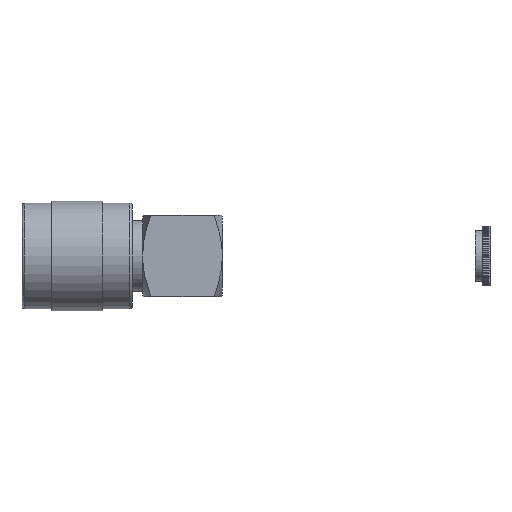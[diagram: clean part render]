
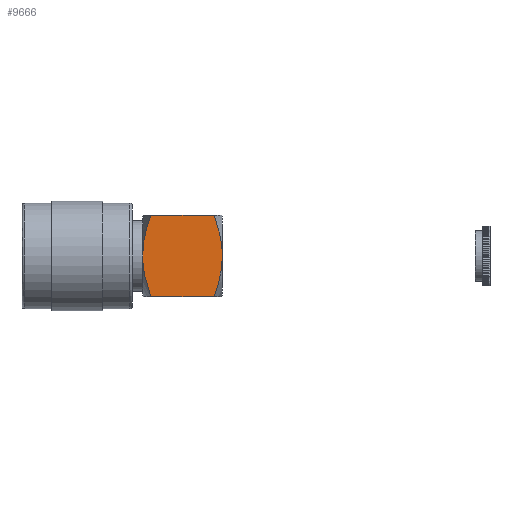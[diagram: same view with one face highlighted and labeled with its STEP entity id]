
A CAD part, front view. The second image highlights one B-rep face of the part: STEP entity #9666.
In plain terms, the highlighted planar face has unit normal (0, -1, 0).
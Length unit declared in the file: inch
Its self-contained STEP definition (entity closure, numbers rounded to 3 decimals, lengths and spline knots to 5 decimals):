
#2935 = CARTESIAN_POINT ( 'NONE',  ( 0.215, -0.215, 0. ) ) ;
#3140 = CARTESIAN_POINT ( 'NONE',  ( 0.215, -0.215, 0. ) ) ;
#3141 = CARTESIAN_POINT ( 'NONE',  ( 0.215, -0.215, 0.00937 ) ) ;
#3142 = CARTESIAN_POINT ( 'NONE',  ( 0.21471, -0.215, 0.01878 ) ) ;
#3143 = CARTESIAN_POINT ( 'NONE',  ( 0.21355, -0.215, 0.03765 ) ) ;
#3144 = CARTESIAN_POINT ( 'NONE',  ( 0.21267, -0.215, 0.04716 ) ) ;
#3145 = CARTESIAN_POINT ( 'NONE',  ( 0.20926, -0.215, 0.0754 ) ) ;
#3146 = CARTESIAN_POINT ( 'NONE',  ( 0.20597, -0.215, 0.09392 ) ) ;
#3147 = CARTESIAN_POINT ( 'NONE',  ( 0.19394, -0.215, 0.14883 ) ) ;
#3148 = CARTESIAN_POINT ( 'NONE',  ( 0.18313, -0.215, 0.18459 ) ) ;
#3149 = CARTESIAN_POINT ( 'NONE',  ( 0.17113, -0.215, 0.22 ) ) ;
#3150 = CARTESIAN_POINT ( 'NONE',  ( 0.17113, -0.215, 0.22 ) ) ;
#3155 = B_SPLINE_CURVE_WITH_KNOTS ( 'NONE', 3,
 ( #3149, #3148, #3147, #3146, #3145, #3144, #3143, #3142, #3141, #3140 ),
 .UNSPECIFIED., .F., .F.,
 ( 4, 2, 2, 2, 4 ),
 ( 0.00393, 0.00677, 0.0082, 0.00891, 0.00962 ),
 .UNSPECIFIED. ) ;
#3730 = CARTESIAN_POINT ( 'NONE',  ( -0.215, -0.215, 0. ) ) ;
#3970 = CARTESIAN_POINT ( 'NONE',  ( 0.1942, -0.215, -0.14788 ) ) ;
#3971 = CARTESIAN_POINT ( 'NONE',  ( 0.21016, -0.215, -0.07457 ) ) ;
#3972 = CARTESIAN_POINT ( 'NONE',  ( 0.215, -0.215, -0.03756 ) ) ;
#3973 = CARTESIAN_POINT ( 'NONE',  ( 0.215, -0.215, 0. ) ) ;
#3974 = B_SPLINE_CURVE_WITH_KNOTS ( 'NONE', 3,
 ( #3973, #3972, #3971, #3970, #4018, #4017 ),
 .UNSPECIFIED., .F., .F.,
 ( 4, 2, 4 ),
 ( 0.00962, 0.01247, 0.01533 ),
 .UNSPECIFIED. ) ;
#4010 = CARTESIAN_POINT ( 'NONE',  ( -0.215, -0.215, 0. ) ) ;
#4011 = CARTESIAN_POINT ( 'NONE',  ( -0.215, -0.215, -0.03756 ) ) ;
#4012 = CARTESIAN_POINT ( 'NONE',  ( -0.21016, -0.215, -0.07457 ) ) ;
#4013 = CARTESIAN_POINT ( 'NONE',  ( -0.1942, -0.215, -0.14788 ) ) ;
#4014 = CARTESIAN_POINT ( 'NONE',  ( -0.18324, -0.215, -0.18426 ) ) ;
#4015 = CARTESIAN_POINT ( 'NONE',  ( -0.17113, -0.215, -0.22 ) ) ;
#4016 = B_SPLINE_CURVE_WITH_KNOTS ( 'NONE', 3,
 ( #4015, #4014, #4013, #4012, #4011, #4010 ),
 .UNSPECIFIED., .F., .F.,
 ( 4, 2, 4 ),
 ( 0.00575, 0.00862, 0.01149 ),
 .UNSPECIFIED. ) ;
#4017 = CARTESIAN_POINT ( 'NONE',  ( 0.17113, -0.215, -0.22 ) ) ;
#4018 = CARTESIAN_POINT ( 'NONE',  ( 0.18324, -0.215, -0.18426 ) ) ;
#4019 = CARTESIAN_POINT ( 'NONE',  ( -0.17113, -0.215, 0.22 ) ) ;
#4020 = CARTESIAN_POINT ( 'NONE',  ( -0.18313, -0.215, 0.18459 ) ) ;
#4021 = CARTESIAN_POINT ( 'NONE',  ( -0.19394, -0.215, 0.14883 ) ) ;
#4022 = CARTESIAN_POINT ( 'NONE',  ( -0.20597, -0.215, 0.09392 ) ) ;
#4023 = CARTESIAN_POINT ( 'NONE',  ( -0.20926, -0.215, 0.0754 ) ) ;
#4024 = CARTESIAN_POINT ( 'NONE',  ( -0.21267, -0.215, 0.04716 ) ) ;
#4025 = CARTESIAN_POINT ( 'NONE',  ( -0.21355, -0.215, 0.03765 ) ) ;
#4026 = CARTESIAN_POINT ( 'NONE',  ( -0.21471, -0.215, 0.01878 ) ) ;
#4027 = CARTESIAN_POINT ( 'NONE',  ( -0.215, -0.215, 0.00937 ) ) ;
#4028 = CARTESIAN_POINT ( 'NONE',  ( -0.215, -0.215, 0. ) ) ;
#4029 = CARTESIAN_POINT ( 'NONE',  ( 0.215, -0.215, 0.22 ) ) ;
#4042 = PLANE ( 'NONE',  #4044 ) ;
#4043 = B_SPLINE_CURVE_WITH_KNOTS ( 'NONE', 3,
 ( #4028, #4027, #4026, #4025, #4024, #4023, #4022, #4021, #4020, #4019 ),
 .UNSPECIFIED., .F., .F.,
 ( 4, 2, 2, 2, 4 ),
 ( 0.01149, 0.01221, 0.01293, 0.01436, 0.01723 ),
 .UNSPECIFIED. ) ;
#4044 = AXIS2_PLACEMENT_3D ( 'NONE', #4029, #4079, #4078 ) ;
#4045 = FACE_OUTER_BOUND ( 'NONE', #9665, .T. ) ;
#4047 = CARTESIAN_POINT ( 'NONE',  ( -0.17113, -0.215, -0.22 ) ) ;
#4048 = CARTESIAN_POINT ( 'NONE',  ( 0.17113, -0.215, -0.22 ) ) ;
#4074 = DIRECTION ( 'NONE',  ( -1., 0., 0. ) ) ;
#4075 = VECTOR ( 'NONE', #4074, 39.37008 ) ;
#4076 = CARTESIAN_POINT ( 'NONE',  ( 0.215, -0.215, -0.22 ) ) ;
#4077 = LINE ( 'NONE', #4076, #4075 ) ;
#4078 = DIRECTION ( 'NONE',  ( 0., 0., 1. ) ) ;
#4079 = DIRECTION ( 'NONE',  ( 0., 1., 0. ) ) ;
#4135 = CARTESIAN_POINT ( 'NONE',  ( -0.17113, -0.215, 0.22 ) ) ;
#4136 = DIRECTION ( 'NONE',  ( -1., 0., 0. ) ) ;
#4137 = VECTOR ( 'NONE', #4136, 39.37008 ) ;
#4138 = CARTESIAN_POINT ( 'NONE',  ( 0.215, -0.215, 0.22 ) ) ;
#4139 = LINE ( 'NONE', #4138, #4137 ) ;
#9169 = VERTEX_POINT ( 'NONE', #2935 ) ;
#9250 = EDGE_CURVE ( 'NONE', #9253, #9169, #3155, .T. ) ;
#9253 = VERTEX_POINT ( 'NONE', #3150 ) ;
#9523 = VERTEX_POINT ( 'NONE', #3730 ) ;
#9646 = ORIENTED_EDGE ( 'NONE', *, *, #9663, .F. ) ;
#9647 = EDGE_CURVE ( 'NONE', #9169, #9659, #3974, .T. ) ;
#9648 = ORIENTED_EDGE ( 'NONE', *, *, #9647, .F. ) ;
#9649 = ORIENTED_EDGE ( 'NONE', *, *, #9667, .F. ) ;
#9650 = EDGE_CURVE ( 'NONE', #9661, #9523, #4016, .T. ) ;
#9651 = ORIENTED_EDGE ( 'NONE', *, *, #9650, .F. ) ;
#9658 = ORIENTED_EDGE ( 'NONE', *, *, #9250, .F. ) ;
#9659 = VERTEX_POINT ( 'NONE', #4048 ) ;
#9661 = VERTEX_POINT ( 'NONE', #4047 ) ;
#9663 = EDGE_CURVE ( 'NONE', #9523, #9695, #4043, .T. ) ;
#9665 = EDGE_LOOP ( 'NONE', ( #9651, #9649, #9648, #9658, #9716, #9646 ) ) ;
#9666 = ADVANCED_FACE ( 'NONE', ( #4045 ), #4042, .F. ) ;
#9667 = EDGE_CURVE ( 'NONE', #9659, #9661, #4077, .T. ) ;
#9694 = EDGE_CURVE ( 'NONE', #9253, #9695, #4139, .T. ) ;
#9695 = VERTEX_POINT ( 'NONE', #4135 ) ;
#9716 = ORIENTED_EDGE ( 'NONE', *, *, #9694, .T. ) ;
